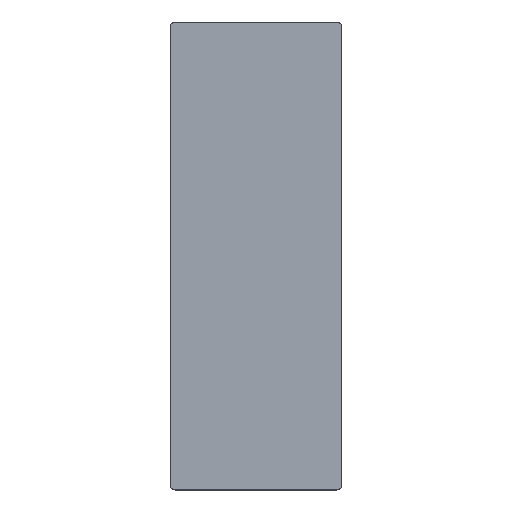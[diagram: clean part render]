
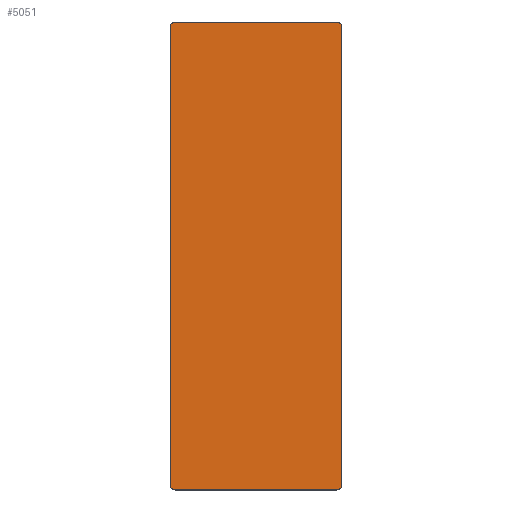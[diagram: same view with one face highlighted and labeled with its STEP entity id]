
A CAD part, top view. The second image highlights one B-rep face of the part: STEP entity #5051.
In plain terms, the highlighted planar face has unit normal (0, 0, 1).
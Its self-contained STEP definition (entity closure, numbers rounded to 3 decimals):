
#145 = AXIS2_PLACEMENT_3D ( 'NONE', #6803, #8795, #4000 ) ;
#489 = VECTOR ( 'NONE', #3216, 1000. ) ;
#537 = CARTESIAN_POINT ( 'NONE',  ( 19.05, 55.25, 1.5 ) ) ;
#800 = CARTESIAN_POINT ( 'NONE',  ( -20.25, -55.25, 1.5 ) ) ;
#887 = CARTESIAN_POINT ( 'NONE',  ( -19.05, 55.25, 1.5 ) ) ;
#889 = ORIENTED_EDGE ( 'NONE', *, *, #1109, .T. ) ;
#964 = DIRECTION ( 'NONE',  ( 0., 0., 1. ) ) ;
#1090 = ORIENTED_EDGE ( 'NONE', *, *, #11529, .T. ) ;
#1092 = EDGE_CURVE ( 'NONE', #8382, #6534, #4112, .T. ) ;
#1109 = EDGE_CURVE ( 'NONE', #8553, #2391, #10937, .T. ) ;
#1139 = CARTESIAN_POINT ( 'NONE',  ( -20.25, 55.25, 1.5 ) ) ;
#1224 = VECTOR ( 'NONE', #7146, 1000. ) ;
#1441 = ORIENTED_EDGE ( 'NONE', *, *, #9227, .T. ) ;
#1589 = VERTEX_POINT ( 'NONE', #3795 ) ;
#1658 = EDGE_CURVE ( 'NONE', #3061, #1589, #7428, .T. ) ;
#1877 = LINE ( 'NONE', #4191, #7064 ) ;
#1888 = DIRECTION ( 'NONE',  ( 1., 0., 0. ) ) ;
#2387 = CARTESIAN_POINT ( 'NONE',  ( 19.05, 54.05, 1.5 ) ) ;
#2391 = VERTEX_POINT ( 'NONE', #12371 ) ;
#3061 = VERTEX_POINT ( 'NONE', #887 ) ;
#3216 = DIRECTION ( 'NONE',  ( 0., -1., 0. ) ) ;
#3280 = FACE_OUTER_BOUND ( 'NONE', #10960, .T. ) ;
#3288 = AXIS2_PLACEMENT_3D ( 'NONE', #2387, #964, #7734 ) ;
#3795 = CARTESIAN_POINT ( 'NONE',  ( -20.25, 54.05, 1.5 ) ) ;
#3868 = PLANE ( 'NONE',  #7054 ) ;
#3935 = DIRECTION ( 'NONE',  ( 0., 0., 1. ) ) ;
#3983 = ORIENTED_EDGE ( 'NONE', *, *, #5036, .T. ) ;
#4000 = DIRECTION ( 'NONE',  ( 1., 0., 0. ) ) ;
#4002 = ORIENTED_EDGE ( 'NONE', *, *, #6447, .F. ) ;
#4112 = CIRCLE ( 'NONE', #3288, 1.2 ) ;
#4191 = CARTESIAN_POINT ( 'NONE',  ( -20.25, 55.25, 1.5 ) ) ;
#4376 = CARTESIAN_POINT ( 'NONE',  ( -20.25, -54.05, 1.5 ) ) ;
#4414 = VERTEX_POINT ( 'NONE', #9554 ) ;
#4705 = CARTESIAN_POINT ( 'NONE',  ( 20.25, 54.05, 1.5 ) ) ;
#4758 = CARTESIAN_POINT ( 'NONE',  ( 0., 0., 1.5 ) ) ;
#4996 = DIRECTION ( 'NONE',  ( 1., 0., 0. ) ) ;
#5032 = DIRECTION ( 'NONE',  ( 1., 0., 0. ) ) ;
#5036 = EDGE_CURVE ( 'NONE', #4414, #8553, #10566, .T. ) ;
#5051 = ADVANCED_FACE ( 'NONE', ( #3280 ), #3868, .T. ) ;
#5499 = AXIS2_PLACEMENT_3D ( 'NONE', #9679, #3935, #4996 ) ;
#5826 = ORIENTED_EDGE ( 'NONE', *, *, #1092, .T. ) ;
#6294 = CIRCLE ( 'NONE', #145, 1.2 ) ;
#6447 = EDGE_CURVE ( 'NONE', #3061, #6534, #1877, .T. ) ;
#6534 = VERTEX_POINT ( 'NONE', #537 ) ;
#6746 = ORIENTED_EDGE ( 'NONE', *, *, #11899, .F. ) ;
#6803 = CARTESIAN_POINT ( 'NONE',  ( -19.05, -54.05, 1.5 ) ) ;
#6922 = VECTOR ( 'NONE', #9642, 1000. ) ;
#7049 = CARTESIAN_POINT ( 'NONE',  ( 20.25, 55.25, 1.5 ) ) ;
#7054 = AXIS2_PLACEMENT_3D ( 'NONE', #4758, #8734, #1888 ) ;
#7064 = VECTOR ( 'NONE', #5032, 1000. ) ;
#7146 = DIRECTION ( 'NONE',  ( 0., -1., 0. ) ) ;
#7428 = CIRCLE ( 'NONE', #9804, 1.2 ) ;
#7732 = VERTEX_POINT ( 'NONE', #4376 ) ;
#7734 = DIRECTION ( 'NONE',  ( 1., 0., 0. ) ) ;
#7927 = LINE ( 'NONE', #7049, #489 ) ;
#8382 = VERTEX_POINT ( 'NONE', #4705 ) ;
#8553 = VERTEX_POINT ( 'NONE', #9915 ) ;
#8734 = DIRECTION ( 'NONE',  ( 0., 0., 1. ) ) ;
#8795 = DIRECTION ( 'NONE',  ( 0., 0., 1. ) ) ;
#9227 = EDGE_CURVE ( 'NONE', #7732, #4414, #6294, .T. ) ;
#9554 = CARTESIAN_POINT ( 'NONE',  ( -19.05, -55.25, 1.5 ) ) ;
#9642 = DIRECTION ( 'NONE',  ( 1., 0., 0. ) ) ;
#9679 = CARTESIAN_POINT ( 'NONE',  ( 19.05, -54.05, 1.5 ) ) ;
#9804 = AXIS2_PLACEMENT_3D ( 'NONE', #10360, #10196, #11347 ) ;
#9915 = CARTESIAN_POINT ( 'NONE',  ( 19.05, -55.25, 1.5 ) ) ;
#10196 = DIRECTION ( 'NONE',  ( 0., 0., 1. ) ) ;
#10360 = CARTESIAN_POINT ( 'NONE',  ( -19.05, 54.05, 1.5 ) ) ;
#10566 = LINE ( 'NONE', #800, #6922 ) ;
#10621 = ORIENTED_EDGE ( 'NONE', *, *, #1658, .T. ) ;
#10937 = CIRCLE ( 'NONE', #5499, 1.2 ) ;
#10960 = EDGE_LOOP ( 'NONE', ( #4002, #10621, #1090, #1441, #3983, #889, #6746, #5826 ) ) ;
#11271 = LINE ( 'NONE', #1139, #1224 ) ;
#11347 = DIRECTION ( 'NONE',  ( 1., 0., 0. ) ) ;
#11529 = EDGE_CURVE ( 'NONE', #1589, #7732, #11271, .T. ) ;
#11899 = EDGE_CURVE ( 'NONE', #8382, #2391, #7927, .T. ) ;
#12371 = CARTESIAN_POINT ( 'NONE',  ( 20.25, -54.05, 1.5 ) ) ;
